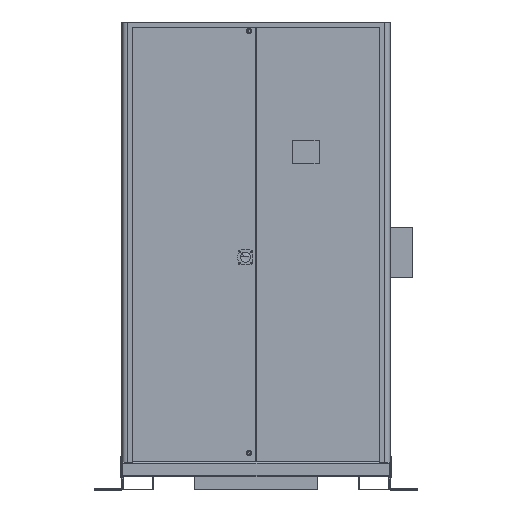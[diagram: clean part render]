
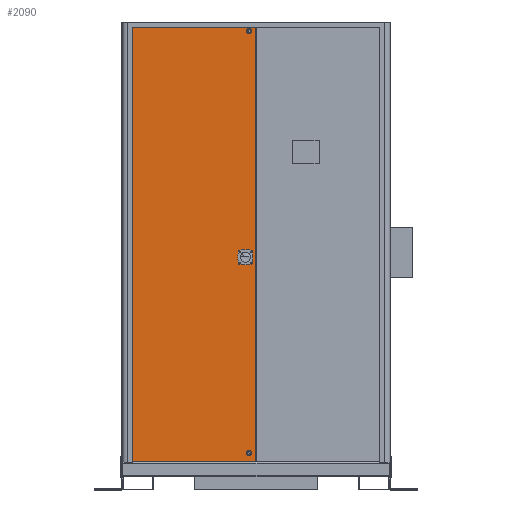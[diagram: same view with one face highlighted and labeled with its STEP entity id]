
A CAD part, top view. The second image highlights one B-rep face of the part: STEP entity #2090.
In plain terms, the highlighted planar face has unit normal (0, 0, 1).
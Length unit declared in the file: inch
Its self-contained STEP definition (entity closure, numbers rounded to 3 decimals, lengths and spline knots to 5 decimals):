
#142 = DIRECTION ( 'NONE',  ( -1., 0., 0. ) ) ;
#143 = VERTEX_POINT ( 'NONE', #2263 ) ;
#375 = VERTEX_POINT ( 'NONE', #8890 ) ;
#403 = CARTESIAN_POINT ( 'NONE',  ( -17.9375, 0.0625, 9. ) ) ;
#543 = DIRECTION ( 'NONE',  ( 1., 0., 0. ) ) ;
#722 = CARTESIAN_POINT ( 'NONE',  ( 18.75, 64., 9. ) ) ;
#835 = EDGE_CURVE ( 'NONE', #6990, #143, #11060, .T. ) ;
#1064 = VERTEX_POINT ( 'NONE', #403 ) ;
#1127 = CARTESIAN_POINT ( 'NONE',  ( -1.03125, 1.375, 9. ) ) ;
#1134 = DIRECTION ( 'NONE',  ( 0., 1., 0. ) ) ;
#1213 = ORIENTED_EDGE ( 'NONE', *, *, #1748, .F. ) ;
#1514 = FACE_BOUND ( 'NONE', #3529, .T. ) ;
#1671 = EDGE_CURVE ( 'NONE', #4618, #4243, #3634, .T. ) ;
#1679 = CARTESIAN_POINT ( 'NONE',  ( -0.71875, 1.375, 9. ) ) ;
#1735 = CARTESIAN_POINT ( 'NONE',  ( -0.03125, 0.0625, 9. ) ) ;
#1748 = EDGE_CURVE ( 'NONE', #9920, #375, #7757, .T. ) ;
#1784 = LINE ( 'NONE', #7731, #9861 ) ;
#1995 = ORIENTED_EDGE ( 'NONE', *, *, #835, .F. ) ;
#2060 = CARTESIAN_POINT ( 'NONE',  ( -0.03125, 63.1875, 9. ) ) ;
#2076 = CARTESIAN_POINT ( 'NONE',  ( -1.03125, 62.6875, 9. ) ) ;
#2090 = ADVANCED_FACE ( 'NONE', ( #1514, #7523, #3411, #6970, #10137 ), #9432, .F. ) ;
#2111 = EDGE_CURVE ( 'NONE', #6407, #3094, #7665, .T. ) ;
#2231 = CARTESIAN_POINT ( 'NONE',  ( -1.53125, 29.8125, 9. ) ) ;
#2263 = CARTESIAN_POINT ( 'NONE',  ( -1.34375, 1.375, 9. ) ) ;
#2372 = AXIS2_PLACEMENT_3D ( 'NONE', #5888, #9373, #11181 ) ;
#2638 = DIRECTION ( 'NONE',  ( 0., 0., 1. ) ) ;
#2684 = DIRECTION ( 'NONE',  ( 0., 0., 1. ) ) ;
#2767 = VECTOR ( 'NONE', #1134, 39.37008 ) ;
#2897 = DIRECTION ( 'NONE',  ( 0., 0., 1. ) ) ;
#2921 = EDGE_LOOP ( 'NONE', ( #1995, #8131 ) ) ;
#3094 = VERTEX_POINT ( 'NONE', #5164 ) ;
#3224 = ORIENTED_EDGE ( 'NONE', *, *, #5314, .T. ) ;
#3394 = CIRCLE ( 'NONE', #7300, 0.3125 ) ;
#3407 = CIRCLE ( 'NONE', #8392, 0.875 ) ;
#3411 = FACE_BOUND ( 'NONE', #6014, .T. ) ;
#3529 = EDGE_LOOP ( 'NONE', ( #4441, #7296 ) ) ;
#3602 = DIRECTION ( 'NONE',  ( 1., 0., 0. ) ) ;
#3634 = CIRCLE ( 'NONE', #6419, 0.875 ) ;
#3794 = VERTEX_POINT ( 'NONE', #4787 ) ;
#4153 = EDGE_CURVE ( 'NONE', #4243, #4618, #3407, .T. ) ;
#4199 = CARTESIAN_POINT ( 'NONE',  ( -0.03125, 63.1875, 9. ) ) ;
#4243 = VERTEX_POINT ( 'NONE', #6676 ) ;
#4277 = DIRECTION ( 'NONE',  ( 1., 0., 0. ) ) ;
#4283 = DIRECTION ( 'NONE',  ( 1., 0., 0. ) ) ;
#4441 = ORIENTED_EDGE ( 'NONE', *, *, #2111, .F. ) ;
#4587 = CARTESIAN_POINT ( 'NONE',  ( -1.53125, 29.8125, 9. ) ) ;
#4618 = VERTEX_POINT ( 'NONE', #5035 ) ;
#4657 = EDGE_CURVE ( 'NONE', #143, #6990, #3394, .T. ) ;
#4787 = CARTESIAN_POINT ( 'NONE',  ( -0.03125, 63.1875, 9. ) ) ;
#4858 = ORIENTED_EDGE ( 'NONE', *, *, #10262, .T. ) ;
#4956 = EDGE_CURVE ( 'NONE', #7633, #3794, #6754, .T. ) ;
#5035 = CARTESIAN_POINT ( 'NONE',  ( -0.65625, 29.8125, 9. ) ) ;
#5108 = EDGE_CURVE ( 'NONE', #375, #9920, #5646, .T. ) ;
#5164 = CARTESIAN_POINT ( 'NONE',  ( -2.40025, 29.0125, 9. ) ) ;
#5228 = CARTESIAN_POINT ( 'NONE',  ( -2.33125, 29.0125, 9. ) ) ;
#5314 = EDGE_CURVE ( 'NONE', #10951, #1064, #1784, .T. ) ;
#5646 = CIRCLE ( 'NONE', #2372, 0.3125 ) ;
#5752 = DIRECTION ( 'NONE',  ( 0., 0., 1. ) ) ;
#5888 = CARTESIAN_POINT ( 'NONE',  ( -1.03125, 62.6875, 9. ) ) ;
#6014 = EDGE_LOOP ( 'NONE', ( #1213, #10304 ) ) ;
#6142 = CARTESIAN_POINT ( 'NONE',  ( -2.33125, 29.0125, 9. ) ) ;
#6407 = VERTEX_POINT ( 'NONE', #11307 ) ;
#6419 = AXIS2_PLACEMENT_3D ( 'NONE', #4587, #9854, #7244 ) ;
#6528 = DIRECTION ( 'NONE',  ( 0., 0., 1. ) ) ;
#6636 = AXIS2_PLACEMENT_3D ( 'NONE', #722, #8839, #142 ) ;
#6676 = CARTESIAN_POINT ( 'NONE',  ( -2.40625, 29.8125, 9. ) ) ;
#6754 = LINE ( 'NONE', #2060, #2767 ) ;
#6970 = FACE_BOUND ( 'NONE', #10094, .T. ) ;
#6990 = VERTEX_POINT ( 'NONE', #1679 ) ;
#7244 = DIRECTION ( 'NONE',  ( 1., 0., 0. ) ) ;
#7286 = AXIS2_PLACEMENT_3D ( 'NONE', #1127, #2897, #9989 ) ;
#7296 = ORIENTED_EDGE ( 'NONE', *, *, #8505, .F. ) ;
#7300 = AXIS2_PLACEMENT_3D ( 'NONE', #8574, #10423, #4277 ) ;
#7337 = ORIENTED_EDGE ( 'NONE', *, *, #4956, .T. ) ;
#7523 = FACE_BOUND ( 'NONE', #2921, .T. ) ;
#7577 = VECTOR ( 'NONE', #4283, 39.37008 ) ;
#7633 = VERTEX_POINT ( 'NONE', #11009 ) ;
#7665 = CIRCLE ( 'NONE', #10608, 0.069 ) ;
#7731 = CARTESIAN_POINT ( 'NONE',  ( -17.9375, 63.1875, 9. ) ) ;
#7757 = CIRCLE ( 'NONE', #10754, 0.3125 ) ;
#7987 = ORIENTED_EDGE ( 'NONE', *, *, #1671, .F. ) ;
#8131 = ORIENTED_EDGE ( 'NONE', *, *, #4657, .F. ) ;
#8285 = DIRECTION ( 'NONE',  ( 1., 0., 0. ) ) ;
#8392 = AXIS2_PLACEMENT_3D ( 'NONE', #2231, #5752, #543 ) ;
#8505 = EDGE_CURVE ( 'NONE', #3094, #6407, #10057, .T. ) ;
#8574 = CARTESIAN_POINT ( 'NONE',  ( -1.03125, 1.375, 9. ) ) ;
#8672 = DIRECTION ( 'NONE',  ( 0., -1., 0. ) ) ;
#8806 = LINE ( 'NONE', #1735, #7577 ) ;
#8839 = DIRECTION ( 'NONE',  ( 0., 0., -1. ) ) ;
#8890 = CARTESIAN_POINT ( 'NONE',  ( -1.34375, 62.6875, 9. ) ) ;
#8908 = EDGE_LOOP ( 'NONE', ( #7337, #4858, #3224, #10319 ) ) ;
#9055 = EDGE_CURVE ( 'NONE', #1064, #7633, #8806, .T. ) ;
#9373 = DIRECTION ( 'NONE',  ( 0., 0., 1. ) ) ;
#9432 = PLANE ( 'NONE',  #6636 ) ;
#9729 = DIRECTION ( 'NONE',  ( 1., 0., 0. ) ) ;
#9841 = ORIENTED_EDGE ( 'NONE', *, *, #4153, .F. ) ;
#9854 = DIRECTION ( 'NONE',  ( 0., 0., 1. ) ) ;
#9861 = VECTOR ( 'NONE', #8672, 39.37008 ) ;
#9920 = VERTEX_POINT ( 'NONE', #9925 ) ;
#9925 = CARTESIAN_POINT ( 'NONE',  ( -0.71875, 62.6875, 9. ) ) ;
#9970 = AXIS2_PLACEMENT_3D ( 'NONE', #6142, #2684, #3602 ) ;
#9989 = DIRECTION ( 'NONE',  ( 1., 0., 0. ) ) ;
#10057 = CIRCLE ( 'NONE', #9970, 0.069 ) ;
#10094 = EDGE_LOOP ( 'NONE', ( #7987, #9841 ) ) ;
#10137 = FACE_OUTER_BOUND ( 'NONE', #8908, .T. ) ;
#10166 = LINE ( 'NONE', #4199, #10443 ) ;
#10262 = EDGE_CURVE ( 'NONE', #3794, #10951, #10166, .T. ) ;
#10304 = ORIENTED_EDGE ( 'NONE', *, *, #5108, .F. ) ;
#10319 = ORIENTED_EDGE ( 'NONE', *, *, #9055, .T. ) ;
#10365 = CARTESIAN_POINT ( 'NONE',  ( -17.9375, 63.1875, 9. ) ) ;
#10423 = DIRECTION ( 'NONE',  ( 0., 0., 1. ) ) ;
#10443 = VECTOR ( 'NONE', #11306, 39.37008 ) ;
#10608 = AXIS2_PLACEMENT_3D ( 'NONE', #5228, #2638, #9729 ) ;
#10754 = AXIS2_PLACEMENT_3D ( 'NONE', #2076, #6528, #8285 ) ;
#10951 = VERTEX_POINT ( 'NONE', #10365 ) ;
#11009 = CARTESIAN_POINT ( 'NONE',  ( -0.03125, 0.0625, 9. ) ) ;
#11060 = CIRCLE ( 'NONE', #7286, 0.3125 ) ;
#11181 = DIRECTION ( 'NONE',  ( 1., 0., 0. ) ) ;
#11306 = DIRECTION ( 'NONE',  ( -1., 0., 0. ) ) ;
#11307 = CARTESIAN_POINT ( 'NONE',  ( -2.26225, 29.0125, 9. ) ) ;
